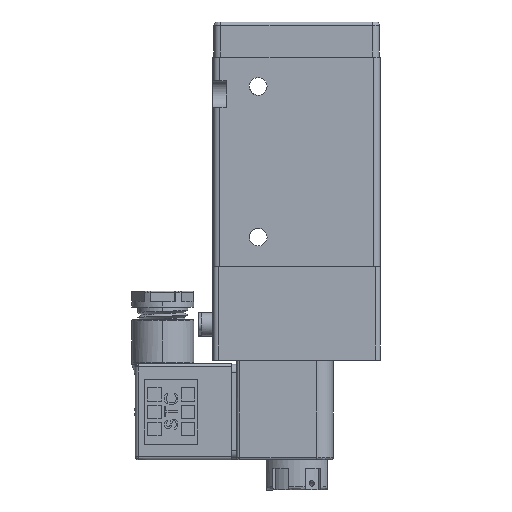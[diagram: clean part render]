
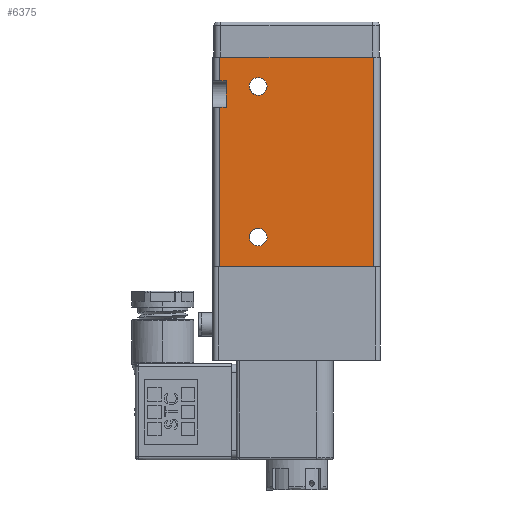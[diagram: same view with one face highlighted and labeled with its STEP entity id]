
A CAD part, left-side view. The second image highlights one B-rep face of the part: STEP entity #6375.
In plain terms, the highlighted planar face has unit normal (-1, 0, 0).
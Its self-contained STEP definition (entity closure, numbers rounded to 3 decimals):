
#943 = DIRECTION ( 'NONE',  ( 1., 0., 0. ) ) ;
#1929 = EDGE_CURVE ( 'NONE', #47091, #36259, #23382, .T. ) ;
#2168 = CARTESIAN_POINT ( 'NONE',  ( -33.037, 23.298, 24.25 ) ) ;
#3113 = CARTESIAN_POINT ( 'NONE',  ( -33.037, 23.298, -31.25 ) ) ;
#3681 = DIRECTION ( 'NONE',  ( 0., 0., -1. ) ) ;
#5417 = DIRECTION ( 'NONE',  ( -1., 0., 0. ) ) ;
#6128 = CARTESIAN_POINT ( 'NONE',  ( -33.037, -22.702, 31.25 ) ) ;
#6275 = CARTESIAN_POINT ( 'NONE',  ( -33.037, 21.298, -31.25 ) ) ;
#6375 = ADVANCED_FACE ( 'NONE', ( #38146, #25221, #62484 ), #44169, .T. ) ;
#7140 = VECTOR ( 'NONE', #23321, 1000. ) ;
#7237 = DIRECTION ( 'NONE',  ( 0., -1., 0. ) ) ;
#8101 = EDGE_CURVE ( 'NONE', #35411, #11227, #15141, .T. ) ;
#9792 = ORIENTED_EDGE ( 'NONE', *, *, #16957, .T. ) ;
#10957 = VECTOR ( 'NONE', #7237, 1000. ) ;
#11227 = VERTEX_POINT ( 'NONE', #52342 ) ;
#11466 = ORIENTED_EDGE ( 'NONE', *, *, #54930, .T. ) ;
#11541 = DIRECTION ( 'NONE',  ( 0., 0., -1. ) ) ;
#12456 = AXIS2_PLACEMENT_3D ( 'NONE', #61948, #32826, #3681 ) ;
#12968 = EDGE_CURVE ( 'NONE', #59914, #60439, #20073, .T. ) ;
#13951 = CARTESIAN_POINT ( 'NONE',  ( -33.037, 11.798, -25.15 ) ) ;
#15141 = CIRCLE ( 'NONE', #34284, 2.65 ) ;
#15660 = CARTESIAN_POINT ( 'NONE',  ( -33.037, 23.298, -31.25 ) ) ;
#15853 = CARTESIAN_POINT ( 'NONE',  ( -33.037, -22.702, -31.25 ) ) ;
#16135 = VERTEX_POINT ( 'NONE', #19047 ) ;
#16957 = EDGE_CURVE ( 'NONE', #32180, #16135, #49483, .T. ) ;
#18146 = CARTESIAN_POINT ( 'NONE',  ( -33.037, 23.298, -31.25 ) ) ;
#18407 = CARTESIAN_POINT ( 'NONE',  ( -33.037, -24.702, 31.25 ) ) ;
#19047 = CARTESIAN_POINT ( 'NONE',  ( -33.037, 11.798, 19.85 ) ) ;
#19175 = EDGE_CURVE ( 'NONE', #41439, #53774, #29434, .T. ) ;
#19257 = LINE ( 'NONE', #15853, #45205 ) ;
#20073 = LINE ( 'NONE', #18407, #7140 ) ;
#20153 = DIRECTION ( 'NONE',  ( 1., 0., 0. ) ) ;
#20733 = AXIS2_PLACEMENT_3D ( 'NONE', #24754, #5417, #39440 ) ;
#22769 = ORIENTED_EDGE ( 'NONE', *, *, #27174, .T. ) ;
#23228 = DIRECTION ( 'NONE',  ( 0., 1., 0. ) ) ;
#23321 = DIRECTION ( 'NONE',  ( 0., 1., 0. ) ) ;
#23382 = LINE ( 'NONE', #23505, #49332 ) ;
#23397 = ORIENTED_EDGE ( 'NONE', *, *, #31006, .T. ) ;
#23505 = CARTESIAN_POINT ( 'NONE',  ( -33.037, -24.702, 24.25 ) ) ;
#23736 = VERTEX_POINT ( 'NONE', #46665 ) ;
#24754 = CARTESIAN_POINT ( 'NONE',  ( -33.037, -24.702, -31.25 ) ) ;
#25221 = FACE_BOUND ( 'NONE', #25278, .T. ) ;
#25278 = EDGE_LOOP ( 'NONE', ( #28767, #9792 ) ) ;
#25938 = EDGE_CURVE ( 'NONE', #16135, #32180, #42726, .T. ) ;
#26038 = CARTESIAN_POINT ( 'NONE',  ( -33.037, 11.798, 22.5 ) ) ;
#27174 = EDGE_CURVE ( 'NONE', #60439, #47091, #47923, .T. ) ;
#28077 = CARTESIAN_POINT ( 'NONE',  ( -33.037, 23.298, 16.25 ) ) ;
#28767 = ORIENTED_EDGE ( 'NONE', *, *, #25938, .T. ) ;
#28896 = ORIENTED_EDGE ( 'NONE', *, *, #1929, .T. ) ;
#29434 = LINE ( 'NONE', #3113, #52241 ) ;
#30061 = CARTESIAN_POINT ( 'NONE',  ( -33.037, 11.798, -22.5 ) ) ;
#30202 = CARTESIAN_POINT ( 'NONE',  ( -33.037, 21.298, 24.25 ) ) ;
#30350 = EDGE_CURVE ( 'NONE', #11227, #35411, #39249, .T. ) ;
#30932 = DIRECTION ( 'NONE',  ( 0., 0., -1. ) ) ;
#31006 = EDGE_CURVE ( 'NONE', #36259, #23736, #36979, .T. ) ;
#31754 = ORIENTED_EDGE ( 'NONE', *, *, #8101, .T. ) ;
#32180 = VERTEX_POINT ( 'NONE', #54207 ) ;
#32826 = DIRECTION ( 'NONE',  ( 1., 0., 0. ) ) ;
#33454 = VECTOR ( 'NONE', #42879, 1000. ) ;
#34284 = AXIS2_PLACEMENT_3D ( 'NONE', #30061, #943, #34967 ) ;
#34590 = CARTESIAN_POINT ( 'NONE',  ( -33.037, 23.298, 31.25 ) ) ;
#34967 = DIRECTION ( 'NONE',  ( 0., 0., -1. ) ) ;
#35411 = VERTEX_POINT ( 'NONE', #13951 ) ;
#35678 = ORIENTED_EDGE ( 'NONE', *, *, #19175, .T. ) ;
#35777 = ORIENTED_EDGE ( 'NONE', *, *, #30350, .T. ) ;
#36259 = VERTEX_POINT ( 'NONE', #30202 ) ;
#36842 = LINE ( 'NONE', #41075, #10957 ) ;
#36979 = LINE ( 'NONE', #6275, #38516 ) ;
#38146 = FACE_OUTER_BOUND ( 'NONE', #53733, .T. ) ;
#38516 = VECTOR ( 'NONE', #11541, 1000. ) ;
#38678 = ORIENTED_EDGE ( 'NONE', *, *, #12968, .T. ) ;
#38746 = CARTESIAN_POINT ( 'NONE',  ( -33.037, -22.702, -31.25 ) ) ;
#39249 = CIRCLE ( 'NONE', #59695, 2.65 ) ;
#39440 = DIRECTION ( 'NONE',  ( 0., 0., 1. ) ) ;
#41075 = CARTESIAN_POINT ( 'NONE',  ( -33.037, -24.702, -31.25 ) ) ;
#41439 = VERTEX_POINT ( 'NONE', #28077 ) ;
#42028 = DIRECTION ( 'NONE',  ( 0., 0., -1. ) ) ;
#42412 = ORIENTED_EDGE ( 'NONE', *, *, #54633, .T. ) ;
#42726 = CIRCLE ( 'NONE', #12456, 2.65 ) ;
#42879 = DIRECTION ( 'NONE',  ( 0., 0., -1. ) ) ;
#44169 = PLANE ( 'NONE',  #20733 ) ;
#45205 = VECTOR ( 'NONE', #49896, 1000. ) ;
#46665 = CARTESIAN_POINT ( 'NONE',  ( -33.037, 21.298, 16.25 ) ) ;
#47091 = VERTEX_POINT ( 'NONE', #2168 ) ;
#47550 = LINE ( 'NONE', #57301, #60456 ) ;
#47923 = LINE ( 'NONE', #18146, #33454 ) ;
#49332 = VECTOR ( 'NONE', #57551, 1000. ) ;
#49358 = CARTESIAN_POINT ( 'NONE',  ( -33.037, 11.798, -22.5 ) ) ;
#49483 = CIRCLE ( 'NONE', #50539, 2.65 ) ;
#49896 = DIRECTION ( 'NONE',  ( 0., 0., 1. ) ) ;
#50539 = AXIS2_PLACEMENT_3D ( 'NONE', #26038, #60065, #30932 ) ;
#51539 = EDGE_LOOP ( 'NONE', ( #31754, #35777 ) ) ;
#52241 = VECTOR ( 'NONE', #42028, 1000. ) ;
#52342 = CARTESIAN_POINT ( 'NONE',  ( -33.037, 11.798, -19.85 ) ) ;
#53193 = VERTEX_POINT ( 'NONE', #38746 ) ;
#53733 = EDGE_LOOP ( 'NONE', ( #11466, #56453, #38678, #22769, #28896, #23397, #42412, #35678 ) ) ;
#53774 = VERTEX_POINT ( 'NONE', #15660 ) ;
#54207 = CARTESIAN_POINT ( 'NONE',  ( -33.037, 11.798, 25.15 ) ) ;
#54270 = DIRECTION ( 'NONE',  ( 0., 0., -1. ) ) ;
#54633 = EDGE_CURVE ( 'NONE', #23736, #41439, #47550, .T. ) ;
#54930 = EDGE_CURVE ( 'NONE', #53774, #53193, #36842, .T. ) ;
#55742 = EDGE_CURVE ( 'NONE', #53193, #59914, #19257, .T. ) ;
#56453 = ORIENTED_EDGE ( 'NONE', *, *, #55742, .T. ) ;
#57301 = CARTESIAN_POINT ( 'NONE',  ( -33.037, -24.702, 16.25 ) ) ;
#57551 = DIRECTION ( 'NONE',  ( 0., -1., 0. ) ) ;
#59695 = AXIS2_PLACEMENT_3D ( 'NONE', #49358, #20153, #54270 ) ;
#59914 = VERTEX_POINT ( 'NONE', #6128 ) ;
#60065 = DIRECTION ( 'NONE',  ( 1., 0., 0. ) ) ;
#60439 = VERTEX_POINT ( 'NONE', #34590 ) ;
#60456 = VECTOR ( 'NONE', #23228, 1000. ) ;
#61948 = CARTESIAN_POINT ( 'NONE',  ( -33.037, 11.798, 22.5 ) ) ;
#62484 = FACE_BOUND ( 'NONE', #51539, .T. ) ;
